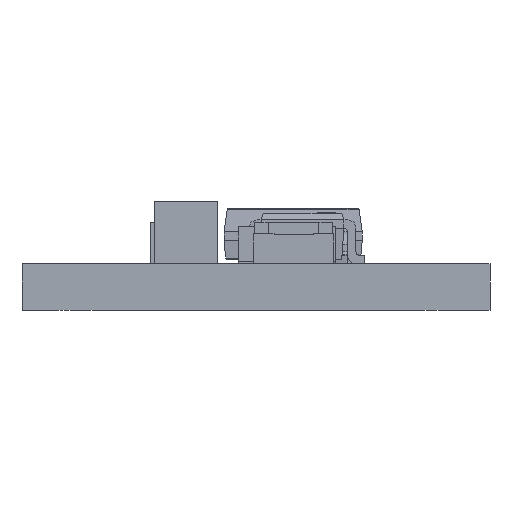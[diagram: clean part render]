
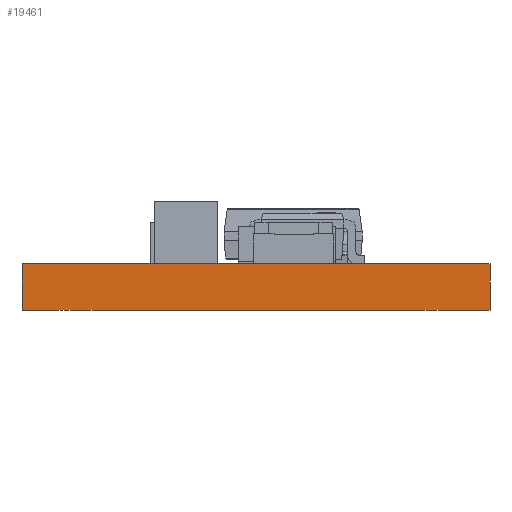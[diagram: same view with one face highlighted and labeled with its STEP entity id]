
A CAD part, front view. The second image highlights one B-rep face of the part: STEP entity #19461.
In plain terms, the highlighted planar face has unit normal (0, -1, 0).
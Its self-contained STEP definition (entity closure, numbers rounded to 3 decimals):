
#975 = CARTESIAN_POINT ( 'NONE',  ( 10.16, 0., 1.02 ) ) ;
#1468 = LINE ( 'NONE', #28341, #8141 ) ;
#2565 = VERTEX_POINT ( 'NONE', #15292 ) ;
#3705 = CARTESIAN_POINT ( 'NONE',  ( 10.16, 0., 1.02 ) ) ;
#4212 = ORIENTED_EDGE ( 'NONE', *, *, #23569, .T. ) ;
#4374 = EDGE_LOOP ( 'NONE', ( #17592, #4578, #7731, #4212 ) ) ;
#4578 = ORIENTED_EDGE ( 'NONE', *, *, #26280, .F. ) ;
#5230 = CARTESIAN_POINT ( 'NONE',  ( 0., 0., 1.02 ) ) ;
#5810 = VERTEX_POINT ( 'NONE', #29326 ) ;
#5926 = DIRECTION ( 'NONE',  ( 1., 0., 0. ) ) ;
#7080 = LINE ( 'NONE', #7243, #19674 ) ;
#7243 = CARTESIAN_POINT ( 'NONE',  ( 10.16, 0., 0.004 ) ) ;
#7731 = ORIENTED_EDGE ( 'NONE', *, *, #15793, .F. ) ;
#8141 = VECTOR ( 'NONE', #8315, 1000. ) ;
#8315 = DIRECTION ( 'NONE',  ( 0., 0., -1. ) ) ;
#8489 = VECTOR ( 'NONE', #16883, 1000. ) ;
#9764 = CARTESIAN_POINT ( 'NONE',  ( 10.16, 0., 1.02 ) ) ;
#10222 = VECTOR ( 'NONE', #5926, 1000. ) ;
#10863 = LINE ( 'NONE', #32256, #8489 ) ;
#12081 = VERTEX_POINT ( 'NONE', #5230 ) ;
#15292 = CARTESIAN_POINT ( 'NONE',  ( 10.16, 0., 0.004 ) ) ;
#15793 = EDGE_CURVE ( 'NONE', #12081, #24857, #17737, .T. ) ;
#16883 = DIRECTION ( 'NONE',  ( 0., 0., -1. ) ) ;
#17592 = ORIENTED_EDGE ( 'NONE', *, *, #31782, .F. ) ;
#17737 = LINE ( 'NONE', #975, #10222 ) ;
#19461 = ADVANCED_FACE ( 'NONE', ( #22874 ), #32446, .F. ) ;
#19674 = VECTOR ( 'NONE', #24095, 1000. ) ;
#19685 = DIRECTION ( 'NONE',  ( 0., 1., 0. ) ) ;
#22874 = FACE_OUTER_BOUND ( 'NONE', #4374, .T. ) ;
#23569 = EDGE_CURVE ( 'NONE', #12081, #5810, #10863, .T. ) ;
#23681 = AXIS2_PLACEMENT_3D ( 'NONE', #9764, #19685, #24766 ) ;
#24095 = DIRECTION ( 'NONE',  ( -1., 0., 0. ) ) ;
#24766 = DIRECTION ( 'NONE',  ( 0., 0., 1. ) ) ;
#24857 = VERTEX_POINT ( 'NONE', #3705 ) ;
#26280 = EDGE_CURVE ( 'NONE', #24857, #2565, #1468, .T. ) ;
#28341 = CARTESIAN_POINT ( 'NONE',  ( 10.16, 0., 1.02 ) ) ;
#29326 = CARTESIAN_POINT ( 'NONE',  ( 0., 0., 0.004 ) ) ;
#31782 = EDGE_CURVE ( 'NONE', #2565, #5810, #7080, .T. ) ;
#32256 = CARTESIAN_POINT ( 'NONE',  ( 0., 0., 1.02 ) ) ;
#32446 = PLANE ( 'NONE',  #23681 ) ;
